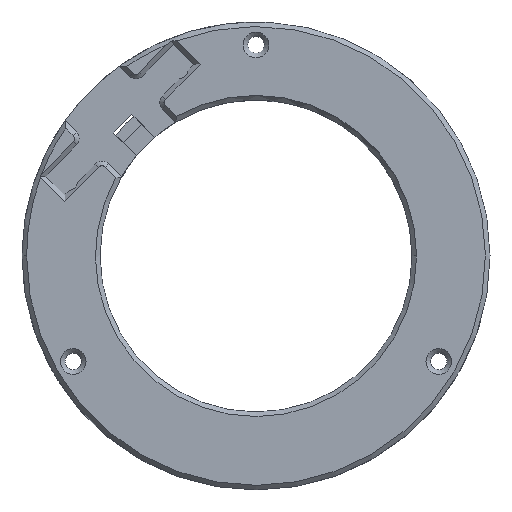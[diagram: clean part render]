
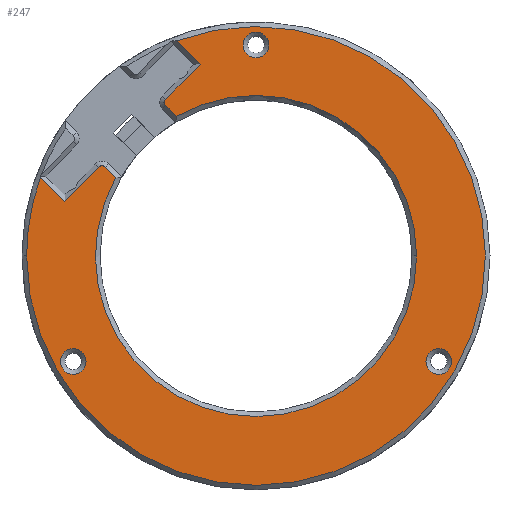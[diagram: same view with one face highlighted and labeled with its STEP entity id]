
A CAD part, top view. The second image highlights one B-rep face of the part: STEP entity #247.
In plain terms, the highlighted planar face has unit normal (0, 0, 1).
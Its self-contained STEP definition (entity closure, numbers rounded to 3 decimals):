
#69=CARTESIAN_POINT('',(100.,-250.,13.95));
#70=DIRECTION('',(0.,0.,-1.));
#71=DIRECTION('',(-1.,0.,-0.));
#72=AXIS2_PLACEMENT_3D('',#69,#70,#71);
#73=PLANE('',#72);
#74=CARTESIAN_POINT('',(78.681,-261.5,13.95));
#75=VERTEX_POINT('',#74);
#76=CARTESIAN_POINT('',(81.481,-261.5,13.95));
#77=VERTEX_POINT('',#76);
#78=CARTESIAN_POINT('',(80.081,-261.5,13.95));
#79=DIRECTION('',(0.,0.,-1.));
#80=DIRECTION('',(-1.,0.,-0.));
#81=AXIS2_PLACEMENT_3D('',#78,#79,#80);
#82=CIRCLE('',#81,1.4);
#83=EDGE_CURVE('',#75,#77,#82,.T.);
#84=ORIENTED_EDGE('',*,*,#83,.T.);
#85=CARTESIAN_POINT('',(80.081,-261.5,13.95));
#86=DIRECTION('',(0.,0.,-1.));
#87=DIRECTION('',(-1.,0.,-0.));
#88=AXIS2_PLACEMENT_3D('',#85,#86,#87);
#89=CIRCLE('',#88,1.4);
#90=EDGE_CURVE('',#77,#75,#89,.T.);
#91=ORIENTED_EDGE('',*,*,#90,.T.);
#92=EDGE_LOOP('',(#84,#91));
#93=FACE_BOUND('',#92,.T.);
#94=CARTESIAN_POINT('',(118.519,-261.5,13.95));
#95=VERTEX_POINT('',#94);
#96=CARTESIAN_POINT('',(121.319,-261.5,13.95));
#97=VERTEX_POINT('',#96);
#98=CARTESIAN_POINT('',(119.919,-261.5,13.95));
#99=DIRECTION('',(0.,0.,-1.));
#100=DIRECTION('',(-1.,0.,-0.));
#101=AXIS2_PLACEMENT_3D('',#98,#99,#100);
#102=CIRCLE('',#101,1.4);
#103=EDGE_CURVE('',#95,#97,#102,.T.);
#104=ORIENTED_EDGE('',*,*,#103,.T.);
#105=CARTESIAN_POINT('',(119.919,-261.5,13.95));
#106=DIRECTION('',(0.,0.,-1.));
#107=DIRECTION('',(-1.,0.,-0.));
#108=AXIS2_PLACEMENT_3D('',#105,#106,#107);
#109=CIRCLE('',#108,1.4);
#110=EDGE_CURVE('',#97,#95,#109,.T.);
#111=ORIENTED_EDGE('',*,*,#110,.T.);
#112=EDGE_LOOP('',(#104,#111));
#113=FACE_BOUND('',#112,.T.);
#114=CARTESIAN_POINT('',(90.175,-233.631,13.95));
#115=VERTEX_POINT('',#114);
#116=CARTESIAN_POINT('',(91.344,-234.791,13.95));
#117=VERTEX_POINT('',#116);
#118=CARTESIAN_POINT('',(90.175,-233.631,13.95));
#119=DIRECTION('',(0.71,-0.704,0.));
#120=VECTOR('',#119,1.647);
#121=LINE('',#118,#120);
#122=EDGE_CURVE('',#115,#117,#121,.T.);
#123=ORIENTED_EDGE('',*,*,#122,.T.);
#124=CARTESIAN_POINT('',(117.5,-250.,13.95));
#125=VERTEX_POINT('',#124);
#126=CARTESIAN_POINT('',(100.,-250.,13.95));
#127=DIRECTION('',(0.,0.,-1.));
#128=DIRECTION('',(-1.,0.,-0.));
#129=AXIS2_PLACEMENT_3D('',#126,#127,#128);
#130=CIRCLE('',#129,17.5);
#131=EDGE_CURVE('',#117,#125,#130,.T.);
#132=ORIENTED_EDGE('',*,*,#131,.T.);
#133=CARTESIAN_POINT('',(84.723,-241.464,13.95));
#134=VERTEX_POINT('',#133);
#135=CARTESIAN_POINT('',(100.,-250.,13.95));
#136=DIRECTION('',(0.,0.,-1.));
#137=DIRECTION('',(-1.,0.,-0.));
#138=AXIS2_PLACEMENT_3D('',#135,#136,#137);
#139=CIRCLE('',#138,17.5);
#140=EDGE_CURVE('',#125,#134,#139,.T.);
#141=ORIENTED_EDGE('',*,*,#140,.T.);
#142=CARTESIAN_POINT('',(83.573,-240.323,13.95));
#143=VERTEX_POINT('',#142);
#144=CARTESIAN_POINT('',(84.723,-241.464,13.95));
#145=DIRECTION('',(-0.71,0.704,-0.));
#146=VECTOR('',#145,1.62);
#147=LINE('',#144,#146);
#148=EDGE_CURVE('',#134,#143,#147,.T.);
#149=ORIENTED_EDGE('',*,*,#148,.T.);
#150=CARTESIAN_POINT('',(82.865,-240.326,13.95));
#151=VERTEX_POINT('',#150);
#152=CARTESIAN_POINT('',(83.221,-240.677,13.95));
#153=DIRECTION('',(-0.,-0.,1.));
#154=DIRECTION('',(-1.,0.,-0.));
#155=AXIS2_PLACEMENT_3D('',#152,#153,#154);
#156=CIRCLE('',#155,0.5);
#157=EDGE_CURVE('',#143,#151,#156,.T.);
#158=ORIENTED_EDGE('',*,*,#157,.T.);
#159=CARTESIAN_POINT('',(79.181,-244.059,13.95));
#160=VERTEX_POINT('',#159);
#161=CARTESIAN_POINT('',(82.865,-240.326,13.95));
#162=DIRECTION('',(-0.702,-0.712,-0.));
#163=VECTOR('',#162,5.245);
#164=LINE('',#161,#163);
#165=EDGE_CURVE('',#151,#160,#164,.T.);
#166=ORIENTED_EDGE('',*,*,#165,.T.);
#167=CARTESIAN_POINT('',(76.497,-241.478,13.95));
#168=VERTEX_POINT('',#167);
#169=CARTESIAN_POINT('',(79.181,-244.059,13.95));
#170=DIRECTION('',(-0.721,0.693,-0.));
#171=VECTOR('',#170,3.723);
#172=LINE('',#169,#171);
#173=EDGE_CURVE('',#160,#168,#172,.T.);
#174=ORIENTED_EDGE('',*,*,#173,.T.);
#175=CARTESIAN_POINT('',(75.,-250.,13.95));
#176=VERTEX_POINT('',#175);
#177=CARTESIAN_POINT('',(100.,-250.,13.95));
#178=DIRECTION('',(-0.,-0.,1.));
#179=DIRECTION('',(-1.,0.,-0.));
#180=AXIS2_PLACEMENT_3D('',#177,#178,#179);
#181=CIRCLE('',#180,25.);
#182=EDGE_CURVE('',#168,#176,#181,.T.);
#183=ORIENTED_EDGE('',*,*,#182,.T.);
#184=CARTESIAN_POINT('',(91.288,-226.567,13.95));
#185=VERTEX_POINT('',#184);
#186=CARTESIAN_POINT('',(100.,-250.,13.95));
#187=DIRECTION('',(-0.,-0.,1.));
#188=DIRECTION('',(-1.,0.,-0.));
#189=AXIS2_PLACEMENT_3D('',#186,#187,#188);
#190=CIRCLE('',#189,25.);
#191=EDGE_CURVE('',#176,#185,#190,.T.);
#192=ORIENTED_EDGE('',*,*,#191,.T.);
#193=CARTESIAN_POINT('',(93.935,-229.112,13.95));
#194=VERTEX_POINT('',#193);
#195=CARTESIAN_POINT('',(91.288,-226.567,13.95));
#196=DIRECTION('',(0.721,-0.693,0.));
#197=VECTOR('',#196,3.672);
#198=LINE('',#195,#197);
#199=EDGE_CURVE('',#185,#194,#198,.T.);
#200=ORIENTED_EDGE('',*,*,#199,.T.);
#201=CARTESIAN_POINT('',(90.171,-232.925,13.95));
#202=VERTEX_POINT('',#201);
#203=CARTESIAN_POINT('',(93.935,-229.112,13.95));
#204=DIRECTION('',(-0.702,-0.712,-0.));
#205=VECTOR('',#204,5.357);
#206=LINE('',#203,#205);
#207=EDGE_CURVE('',#194,#202,#206,.T.);
#208=ORIENTED_EDGE('',*,*,#207,.T.);
#209=CARTESIAN_POINT('',(90.027,-233.276,13.95));
#210=VERTEX_POINT('',#209);
#211=CARTESIAN_POINT('',(90.527,-233.276,13.95));
#212=DIRECTION('',(-0.,-0.,1.));
#213=DIRECTION('',(-1.,0.,-0.));
#214=AXIS2_PLACEMENT_3D('',#211,#212,#213);
#215=CIRCLE('',#214,0.5);
#216=EDGE_CURVE('',#202,#210,#215,.T.);
#217=ORIENTED_EDGE('',*,*,#216,.T.);
#218=CARTESIAN_POINT('',(90.527,-233.276,13.95));
#219=DIRECTION('',(-0.,-0.,1.));
#220=DIRECTION('',(-1.,0.,-0.));
#221=AXIS2_PLACEMENT_3D('',#218,#219,#220);
#222=CIRCLE('',#221,0.5);
#223=EDGE_CURVE('',#210,#115,#222,.T.);
#224=ORIENTED_EDGE('',*,*,#223,.T.);
#225=EDGE_LOOP('',(#123,#132,#141,#149,#158,#166,#174,#183,#192,#200,#208,#217,#224));
#226=FACE_BOUND('',#225,.T.);
#227=CARTESIAN_POINT('',(98.6,-227.,13.95));
#228=VERTEX_POINT('',#227);
#229=CARTESIAN_POINT('',(101.4,-227.,13.95));
#230=VERTEX_POINT('',#229);
#231=CARTESIAN_POINT('',(100.,-227.,13.95));
#232=DIRECTION('',(0.,0.,-1.));
#233=DIRECTION('',(-1.,0.,-0.));
#234=AXIS2_PLACEMENT_3D('',#231,#232,#233);
#235=CIRCLE('',#234,1.4);
#236=EDGE_CURVE('',#228,#230,#235,.T.);
#237=ORIENTED_EDGE('',*,*,#236,.T.);
#238=CARTESIAN_POINT('',(100.,-227.,13.95));
#239=DIRECTION('',(0.,0.,-1.));
#240=DIRECTION('',(-1.,0.,-0.));
#241=AXIS2_PLACEMENT_3D('',#238,#239,#240);
#242=CIRCLE('',#241,1.4);
#243=EDGE_CURVE('',#230,#228,#242,.T.);
#244=ORIENTED_EDGE('',*,*,#243,.T.);
#245=EDGE_LOOP('',(#237,#244));
#246=FACE_BOUND('',#245,.T.);
#247=ADVANCED_FACE('',(#93,#113,#226,#246),#73,.F.);
